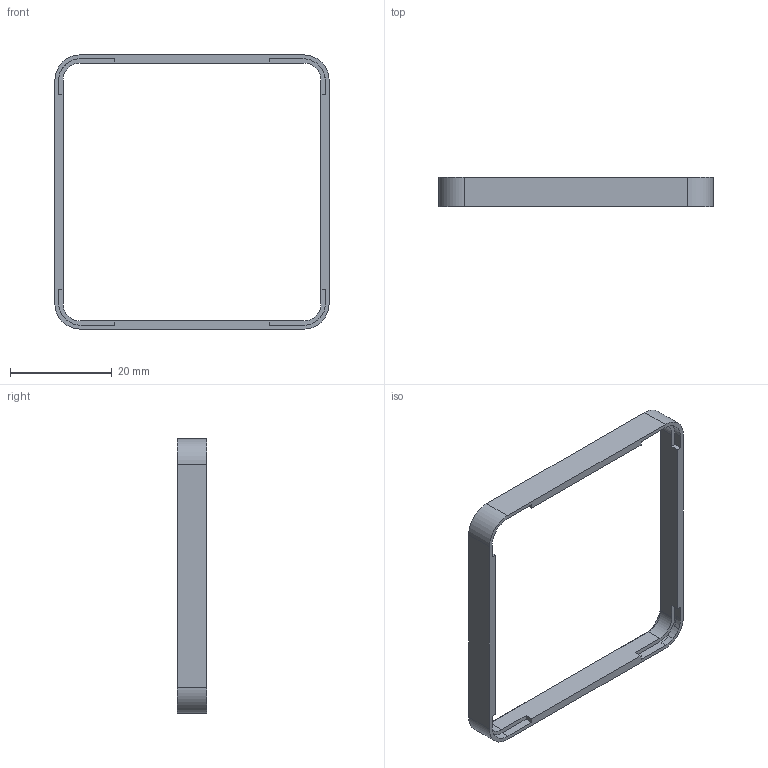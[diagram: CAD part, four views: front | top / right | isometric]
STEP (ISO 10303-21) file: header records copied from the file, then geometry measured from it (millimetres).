
FILE_DESCRIPTION(/* description */ (''),/* implementation_level */ '2;1');
FILE_NAME(/* name */ 'Core2_Spacer_5.8mm v2.step',/* time_stamp */ '2020-09-05T17:03:48+09:00',/* author */ (''),/* organization */ (''),/* preprocessor_version */ 'ST-DEVELOPER v18.1',/* originating_system */ 'Autodesk Translation Framework v9.3.0.1241',/* authorisation */ '');
FILE_SCHEMA (('AUTOMOTIVE_DESIGN { 1 0 10303 214 3 1 1 }'));
Length unit declared in the file: millimetre
Products named in the file (1): Core2_Spacer_5.8mm
Bounding box: 54 x 5.8 x 54 mm (x, y, z)
Volume: 1635.6 mm3; surface area: 3021.1 mm2
Topology: 1 solids, 1 shells, 62 faces, 182 edges, 123 vertices
Faces by surface type: plane 37, bspline 23, cylinder 2
Entity records: 3914 total; most frequent: CARTESIAN_POINT 2377, ORIENTED_EDGE 364, DIRECTION 216, EDGE_CURVE 182, LINE 128, VECTOR 128, VERTEX_POINT 123, EDGE_LOOP 65
